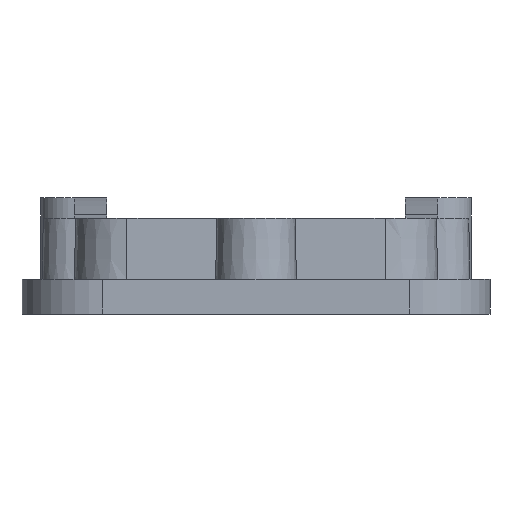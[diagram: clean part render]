
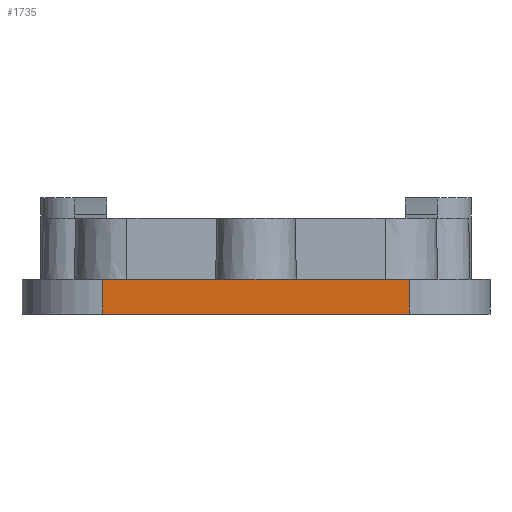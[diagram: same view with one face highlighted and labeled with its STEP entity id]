
A CAD part, front view. The second image highlights one B-rep face of the part: STEP entity #1735.
In plain terms, the highlighted planar face has unit normal (0, -1, 0).
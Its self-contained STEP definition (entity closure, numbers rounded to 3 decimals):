
#1708=AXIS2_PLACEMENT_3D('Plane Axis2P3D',#1705,#1706,#1707) ;
#1652=CARTESIAN_POINT('Vertex',(10.,0.,4.3)) ;
#1659=CARTESIAN_POINT('Vertex',(10.,0.,0.)) ;
#1662=CARTESIAN_POINT('Line Origine',(10.,0.,2.15)) ;
#1705=CARTESIAN_POINT('Axis2P3D Location',(0.,0.,0.)) ;
#1710=CARTESIAN_POINT('Line Origine',(29.,0.,4.3)) ;
#1714=CARTESIAN_POINT('Vertex',(48.,0.,4.3)) ;
#1717=CARTESIAN_POINT('Line Origine',(29.,0.,0.)) ;
#1721=CARTESIAN_POINT('Vertex',(48.,0.,0.)) ;
#1724=CARTESIAN_POINT('Line Origine',(48.,0.,2.15)) ;
#1663=DIRECTION('Vector Direction',(0.,0.,1.)) ;
#1706=DIRECTION('Axis2P3D Direction',(0.,-1.,0.)) ;
#1707=DIRECTION('Axis2P3D XDirection',(1.,0.,0.)) ;
#1711=DIRECTION('Vector Direction',(1.,0.,0.)) ;
#1718=DIRECTION('Vector Direction',(1.,0.,0.)) ;
#1725=DIRECTION('Vector Direction',(0.,0.,1.)) ;
#1664=VECTOR('Line Direction',#1663,1.) ;
#1712=VECTOR('Line Direction',#1711,1.) ;
#1719=VECTOR('Line Direction',#1718,1.) ;
#1726=VECTOR('Line Direction',#1725,1.) ;
#1730=ORIENTED_EDGE('',*,*,#1716,.F.) ;
#1731=ORIENTED_EDGE('',*,*,#1666,.F.) ;
#1732=ORIENTED_EDGE('',*,*,#1723,.T.) ;
#1733=ORIENTED_EDGE('',*,*,#1728,.T.) ;
#1735=ADVANCED_FACE('Hauptk\X2\00F6\X0\rper',(#1734),#1709,.T.) ;
#1666=EDGE_CURVE('',#1660,#1653,#1665,.T.) ;
#1716=EDGE_CURVE('',#1653,#1715,#1713,.T.) ;
#1723=EDGE_CURVE('',#1660,#1722,#1720,.T.) ;
#1728=EDGE_CURVE('',#1722,#1715,#1727,.T.) ;
#1729=EDGE_LOOP('',(#1730,#1731,#1732,#1733)) ;
#1734=FACE_OUTER_BOUND('',#1729,.T.) ;
#1665=LINE('Line',#1662,#1664) ;
#1713=LINE('Line',#1710,#1712) ;
#1720=LINE('Line',#1717,#1719) ;
#1727=LINE('Line',#1724,#1726) ;
#1709=PLANE('',#1708) ;
#1653=VERTEX_POINT('',#1652) ;
#1660=VERTEX_POINT('',#1659) ;
#1715=VERTEX_POINT('',#1714) ;
#1722=VERTEX_POINT('',#1721) ;
